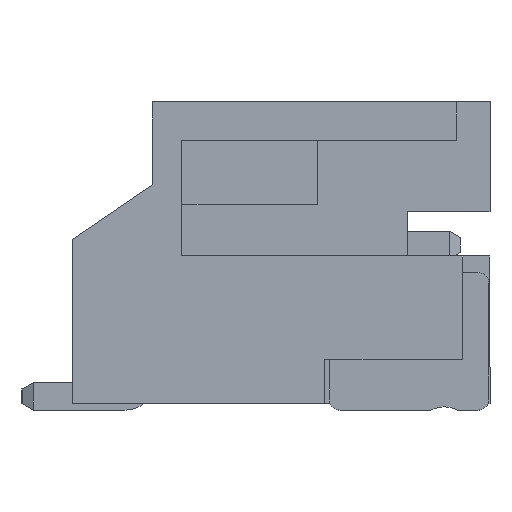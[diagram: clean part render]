
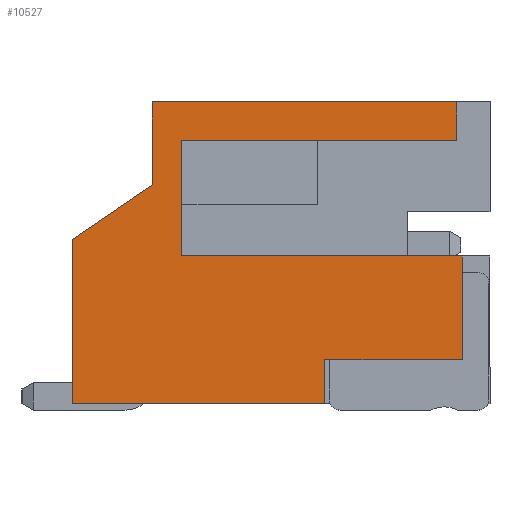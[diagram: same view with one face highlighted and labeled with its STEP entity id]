
A CAD part, left-side view. The second image highlights one B-rep face of the part: STEP entity #10527.
In plain terms, the highlighted planar face has unit normal (-1, 0, 0).
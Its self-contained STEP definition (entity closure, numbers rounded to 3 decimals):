
#367 = ORIENTED_EDGE ( 'NONE', *, *, #10870, .F. ) ;
#430 = CARTESIAN_POINT ( 'NONE',  ( -8., -3.75, 0.8 ) ) ;
#579 = VERTEX_POINT ( 'NONE', #1577 ) ;
#960 = DIRECTION ( 'NONE',  ( 0., 0., 1. ) ) ;
#1046 = CARTESIAN_POINT ( 'NONE',  ( -8., -4.25, 0. ) ) ;
#1061 = CARTESIAN_POINT ( 'NONE',  ( -8., -3.645, 4.78 ) ) ;
#1210 = DIRECTION ( 'NONE',  ( 0., 0., 1. ) ) ;
#1365 = DIRECTION ( 'NONE',  ( 0., 1., 0. ) ) ;
#1469 = CARTESIAN_POINT ( 'NONE',  ( -8., -4.25, 4.78 ) ) ;
#1472 = VERTEX_POINT ( 'NONE', #430 ) ;
#1577 = CARTESIAN_POINT ( 'NONE',  ( -8., -3.645, 4.78 ) ) ;
#1774 = CARTESIAN_POINT ( 'NONE',  ( -8., -3.75, 2.68 ) ) ;
#1875 = EDGE_CURVE ( 'NONE', #13087, #579, #22496, .T. ) ;
#2035 = VERTEX_POINT ( 'NONE', #16491 ) ;
#3147 = CARTESIAN_POINT ( 'NONE',  ( -8., -1.25, 0.8 ) ) ;
#3280 = CARTESIAN_POINT ( 'NONE',  ( -8., 1.88, 5.48 ) ) ;
#3395 = VERTEX_POINT ( 'NONE', #21403 ) ;
#3512 = DIRECTION ( 'NONE',  ( 0., -1., 0. ) ) ;
#4015 = EDGE_CURVE ( 'NONE', #17122, #1472, #14707, .T. ) ;
#4882 = VECTOR ( 'NONE', #960, 1000. ) ;
#5194 = DIRECTION ( 'NONE',  ( 0., -1., 0. ) ) ;
#5408 = LINE ( 'NONE', #28908, #27913 ) ;
#5543 = CARTESIAN_POINT ( 'NONE',  ( -8., 1.346, 2.68 ) ) ;
#5644 = LINE ( 'NONE', #1061, #28068 ) ;
#5840 = LINE ( 'NONE', #5543, #4882 ) ;
#6143 = VECTOR ( 'NONE', #20241, 1000. ) ;
#6301 = CARTESIAN_POINT ( 'NONE',  ( -8., 3.34, 0. ) ) ;
#6461 = VECTOR ( 'NONE', #1210, 1000. ) ;
#6791 = VERTEX_POINT ( 'NONE', #8803 ) ;
#6806 = ORIENTED_EDGE ( 'NONE', *, *, #17190, .T. ) ;
#8110 = CARTESIAN_POINT ( 'NONE',  ( -8., -1.25, 0. ) ) ;
#8571 = AXIS2_PLACEMENT_3D ( 'NONE', #10578, #25459, #30319 ) ;
#8803 = CARTESIAN_POINT ( 'NONE',  ( -8., 1.88, 3.976 ) ) ;
#8882 = ORIENTED_EDGE ( 'NONE', *, *, #24226, .T. ) ;
#9639 = CARTESIAN_POINT ( 'NONE',  ( -8., -3.645, 5.48 ) ) ;
#10045 = VERTEX_POINT ( 'NONE', #1774 ) ;
#10155 = ORIENTED_EDGE ( 'NONE', *, *, #4015, .T. ) ;
#10390 = EDGE_CURVE ( 'NONE', #2035, #19150, #11240, .T. ) ;
#10394 = LINE ( 'NONE', #1046, #25822 ) ;
#10513 = DIRECTION ( 'NONE',  ( 0., -1., 0. ) ) ;
#10527 = ADVANCED_FACE ( 'NONE', ( #14831 ), #15202, .F. ) ;
#10557 = LINE ( 'NONE', #29301, #27612 ) ;
#10578 = CARTESIAN_POINT ( 'NONE',  ( -8., -4.25, 5.48 ) ) ;
#10870 = EDGE_CURVE ( 'NONE', #28189, #16534, #29683, .T. ) ;
#11075 = LINE ( 'NONE', #11525, #12232 ) ;
#11240 = LINE ( 'NONE', #30113, #23801 ) ;
#11525 = CARTESIAN_POINT ( 'NONE',  ( -8., 1.88, 5.48 ) ) ;
#11612 = EDGE_CURVE ( 'NONE', #19150, #18630, #10394, .T. ) ;
#12232 = VECTOR ( 'NONE', #29962, 1000. ) ;
#13087 = VERTEX_POINT ( 'NONE', #21745 ) ;
#13588 = ORIENTED_EDGE ( 'NONE', *, *, #24296, .T. ) ;
#14707 = LINE ( 'NONE', #24525, #26876 ) ;
#14811 = EDGE_CURVE ( 'NONE', #3395, #13087, #5840, .T. ) ;
#14831 = FACE_OUTER_BOUND ( 'NONE', #21225, .T. ) ;
#15202 = PLANE ( 'NONE',  #8571 ) ;
#16410 = ORIENTED_EDGE ( 'NONE', *, *, #1875, .T. ) ;
#16459 = VECTOR ( 'NONE', #21557, 1000. ) ;
#16491 = CARTESIAN_POINT ( 'NONE',  ( -8., 3.34, 2.98 ) ) ;
#16534 = VERTEX_POINT ( 'NONE', #9639 ) ;
#17122 = VERTEX_POINT ( 'NONE', #3147 ) ;
#17190 = EDGE_CURVE ( 'NONE', #1472, #10045, #5408, .T. ) ;
#17722 = VECTOR ( 'NONE', #10513, 1000. ) ;
#17818 = LINE ( 'NONE', #27182, #6461 ) ;
#18296 = ORIENTED_EDGE ( 'NONE', *, *, #10390, .T. ) ;
#18630 = VERTEX_POINT ( 'NONE', #8110 ) ;
#19150 = VERTEX_POINT ( 'NONE', #6301 ) ;
#19701 = EDGE_CURVE ( 'NONE', #28189, #6791, #11075, .T. ) ;
#20241 = DIRECTION ( 'NONE',  ( 0., -1., 0. ) ) ;
#20541 = CARTESIAN_POINT ( 'NONE',  ( -8., -4.25, 5.48 ) ) ;
#20956 = DIRECTION ( 'NONE',  ( 0., 0., -1. ) ) ;
#21028 = ORIENTED_EDGE ( 'NONE', *, *, #11612, .T. ) ;
#21225 = EDGE_LOOP ( 'NONE', ( #25847, #16410, #8882, #367, #22683, #26587, #18296, #21028, #13588, #10155, #6806, #27299 ) ) ;
#21403 = CARTESIAN_POINT ( 'NONE',  ( -8., 1.346, 2.68 ) ) ;
#21557 = DIRECTION ( 'NONE',  ( 0., 0.826, -0.563 ) ) ;
#21745 = CARTESIAN_POINT ( 'NONE',  ( -8., 1.346, 4.78 ) ) ;
#22240 = EDGE_CURVE ( 'NONE', #6791, #2035, #23997, .T. ) ;
#22496 = LINE ( 'NONE', #1469, #17722 ) ;
#22683 = ORIENTED_EDGE ( 'NONE', *, *, #19701, .T. ) ;
#23801 = VECTOR ( 'NONE', #20956, 1000. ) ;
#23997 = LINE ( 'NONE', #26312, #16459 ) ;
#24226 = EDGE_CURVE ( 'NONE', #579, #16534, #5644, .T. ) ;
#24296 = EDGE_CURVE ( 'NONE', #18630, #17122, #17818, .T. ) ;
#24305 = EDGE_CURVE ( 'NONE', #10045, #3395, #10557, .T. ) ;
#24525 = CARTESIAN_POINT ( 'NONE',  ( -8., -3.75, 0.8 ) ) ;
#25459 = DIRECTION ( 'NONE',  ( 1., 0., 0. ) ) ;
#25822 = VECTOR ( 'NONE', #5194, 1000. ) ;
#25847 = ORIENTED_EDGE ( 'NONE', *, *, #14811, .T. ) ;
#26312 = CARTESIAN_POINT ( 'NONE',  ( -8., 1.88, 3.976 ) ) ;
#26587 = ORIENTED_EDGE ( 'NONE', *, *, #22240, .T. ) ;
#26639 = DIRECTION ( 'NONE',  ( 0., 0., 1. ) ) ;
#26876 = VECTOR ( 'NONE', #3512, 1000. ) ;
#27182 = CARTESIAN_POINT ( 'NONE',  ( -8., -1.25, 0. ) ) ;
#27299 = ORIENTED_EDGE ( 'NONE', *, *, #24305, .T. ) ;
#27612 = VECTOR ( 'NONE', #1365, 1000. ) ;
#27913 = VECTOR ( 'NONE', #26639, 1000. ) ;
#28068 = VECTOR ( 'NONE', #29003, 1000. ) ;
#28189 = VERTEX_POINT ( 'NONE', #3280 ) ;
#28908 = CARTESIAN_POINT ( 'NONE',  ( -8., -3.75, 0.8 ) ) ;
#29003 = DIRECTION ( 'NONE',  ( 0., 0., 1. ) ) ;
#29301 = CARTESIAN_POINT ( 'NONE',  ( -8., -5.75, 2.68 ) ) ;
#29683 = LINE ( 'NONE', #20541, #6143 ) ;
#29962 = DIRECTION ( 'NONE',  ( 0., 0., -1. ) ) ;
#30113 = CARTESIAN_POINT ( 'NONE',  ( -8., 3.34, 5.48 ) ) ;
#30319 = DIRECTION ( 'NONE',  ( 0., 1., 0. ) ) ;
